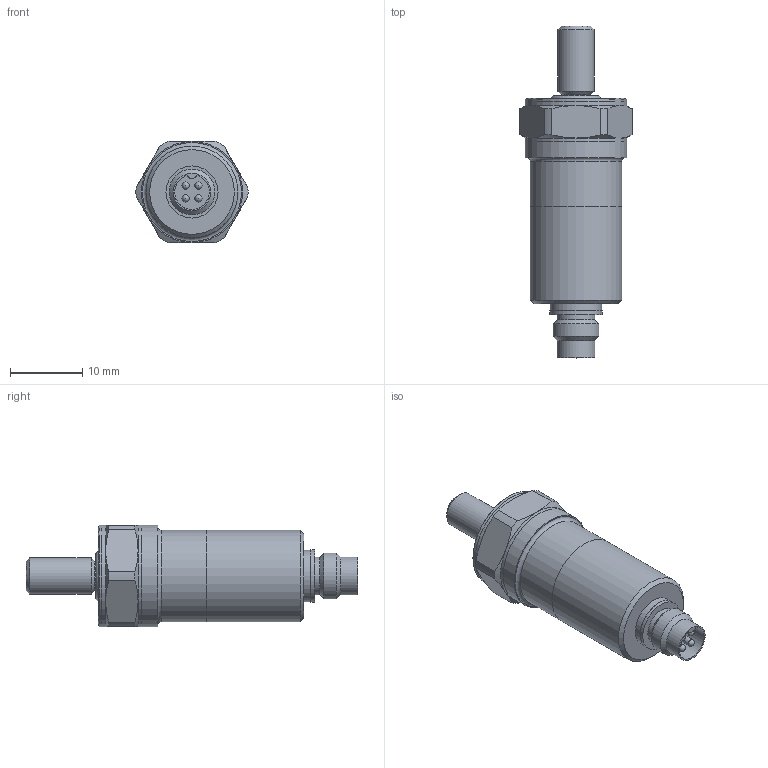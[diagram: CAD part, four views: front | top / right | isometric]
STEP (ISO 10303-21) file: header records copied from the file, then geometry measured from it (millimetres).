
FILE_DESCRIPTION (( 'STEP AP214' ), '1' );
FILE_NAME ('PHT121-27L-06.STEP', '2019-09-12T07:52:03', ( '' ), ( '' ), 'SwSTEP 2.0', 'SolidWorks 2015', '' );
FILE_SCHEMA (( 'AUTOMOTIVE_DESIGN' ));
Length unit declared in the file: millimetre
Products named in the file (1): PHT121-27L-06
Bounding box: 15.49 x 45.9 x 14 mm (x, y, z)
Surface area: 2186.6 mm2 (no closed solid volume)
Topology: 0 solids, 12 shells, 74 faces, 165 edges, 105 vertices
Faces by surface type: cylinder 27, plane 20, cone 19, torus 4, sphere 4
Full cylindrical faces by diameter (mm): 1 x4, 1.5 x1, 4 x1, 5 x1, 5.2 x2, 6.35 x1, 7 x1, 7.1 x1, 7.2 x1, 12.7 x2, 14 x4
Entity records: 2746 total; most frequent: CARTESIAN_POINT 495, DIRECTION 320, ORIENTED_EDGE 217, AXIS2_PLACEMENT_3D 153, EDGE_CURVE 118, EDGE_LOOP 115, FACE_OUTER_BOUND 95, VERTEX_POINT 92
